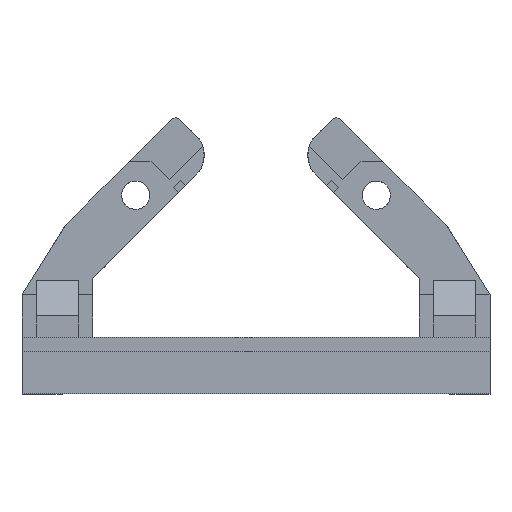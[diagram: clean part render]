
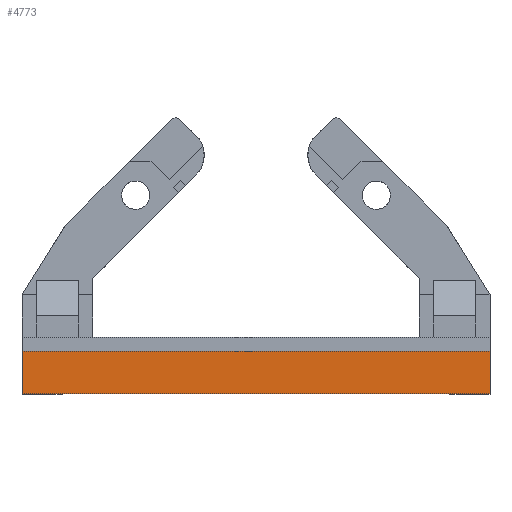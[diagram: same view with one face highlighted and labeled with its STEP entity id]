
A CAD part, top view. The second image highlights one B-rep face of the part: STEP entity #4773.
In plain terms, the highlighted planar face has unit normal (0, 0, 1).
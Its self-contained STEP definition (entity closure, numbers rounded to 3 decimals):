
#904 = PLANE('',#905);
#905 = AXIS2_PLACEMENT_3D('',#906,#907,#908);
#906 = CARTESIAN_POINT('',(-33.,-45.,0.));
#907 = DIRECTION('',(0.,1.,0.));
#908 = DIRECTION('',(1.,0.,0.));
#2444 = VERTEX_POINT('',#2445);
#2445 = CARTESIAN_POINT('',(-33.,-45.,20.));
#2459 = PLANE('',#2460);
#2460 = AXIS2_PLACEMENT_3D('',#2461,#2462,#2463);
#2461 = CARTESIAN_POINT('',(-33.,-39.,0.));
#2462 = DIRECTION('',(-1.,0.,0.));
#2463 = DIRECTION('',(0.,0.,1.));
#2471 = EDGE_CURVE('',#2444,#2472,#2474,.T.);
#2472 = VERTEX_POINT('',#2473);
#2473 = CARTESIAN_POINT('',(33.,-45.,20.));
#2474 = SURFACE_CURVE('',#2475,(#2479,#2486),.PCURVE_S1.);
#2475 = LINE('',#2476,#2477);
#2476 = CARTESIAN_POINT('',(-33.,-45.,20.));
#2477 = VECTOR('',#2478,1.);
#2478 = DIRECTION('',(1.,0.,0.));
#2479 = PCURVE('',#904,#2480);
#2480 = DEFINITIONAL_REPRESENTATION('',(#2481),#2485);
#2481 = LINE('',#2482,#2483);
#2482 = CARTESIAN_POINT('',(0.,-20.));
#2483 = VECTOR('',#2484,1.);
#2484 = DIRECTION('',(1.,0.));
#2485 = ( GEOMETRIC_REPRESENTATION_CONTEXT(2) 
PARAMETRIC_REPRESENTATION_CONTEXT() REPRESENTATION_CONTEXT('2D SPACE',''
  ) );
#2486 = PCURVE('',#2487,#2492);
#2487 = PLANE('',#2488);
#2488 = AXIS2_PLACEMENT_3D('',#2489,#2490,#2491);
#2489 = CARTESIAN_POINT('',(-33.,-39.,20.));
#2490 = DIRECTION('',(0.,0.,1.));
#2491 = DIRECTION('',(1.,0.,0.));
#2492 = DEFINITIONAL_REPRESENTATION('',(#2493),#2497);
#2493 = LINE('',#2494,#2495);
#2494 = CARTESIAN_POINT('',(0.,-6.));
#2495 = VECTOR('',#2496,1.);
#2496 = DIRECTION('',(1.,0.));
#2497 = ( GEOMETRIC_REPRESENTATION_CONTEXT(2) 
PARAMETRIC_REPRESENTATION_CONTEXT() REPRESENTATION_CONTEXT('2D SPACE',''
  ) );
#2515 = PLANE('',#2516);
#2516 = AXIS2_PLACEMENT_3D('',#2517,#2518,#2519);
#2517 = CARTESIAN_POINT('',(33.,-39.,4.));
#2518 = DIRECTION('',(-1.,0.,0.));
#2519 = DIRECTION('',(0.,0.,1.));
#4675 = EDGE_CURVE('',#4676,#2444,#4678,.T.);
#4676 = VERTEX_POINT('',#4677);
#4677 = CARTESIAN_POINT('',(-33.,-39.,20.));
#4678 = SURFACE_CURVE('',#4679,(#4683,#4690),.PCURVE_S1.);
#4679 = LINE('',#4680,#4681);
#4680 = CARTESIAN_POINT('',(-33.,-39.,20.));
#4681 = VECTOR('',#4682,1.);
#4682 = DIRECTION('',(0.,-1.,0.));
#4683 = PCURVE('',#2459,#4684);
#4684 = DEFINITIONAL_REPRESENTATION('',(#4685),#4689);
#4685 = LINE('',#4686,#4687);
#4686 = CARTESIAN_POINT('',(20.,0.));
#4687 = VECTOR('',#4688,1.);
#4688 = DIRECTION('',(0.,-1.));
#4689 = ( GEOMETRIC_REPRESENTATION_CONTEXT(2) 
PARAMETRIC_REPRESENTATION_CONTEXT() REPRESENTATION_CONTEXT('2D SPACE',''
  ) );
#4690 = PCURVE('',#2487,#4691);
#4691 = DEFINITIONAL_REPRESENTATION('',(#4692),#4696);
#4692 = LINE('',#4693,#4694);
#4693 = CARTESIAN_POINT('',(0.,0.));
#4694 = VECTOR('',#4695,1.);
#4695 = DIRECTION('',(0.,-1.));
#4696 = ( GEOMETRIC_REPRESENTATION_CONTEXT(2) 
PARAMETRIC_REPRESENTATION_CONTEXT() REPRESENTATION_CONTEXT('2D SPACE',''
  ) );
#4773 = ADVANCED_FACE('',(#4774),#2487,.T.);
#4774 = FACE_BOUND('',#4775,.T.);
#4775 = EDGE_LOOP('',(#4776,#4777,#4778,#4801));
#4776 = ORIENTED_EDGE('',*,*,#4675,.T.);
#4777 = ORIENTED_EDGE('',*,*,#2471,.T.);
#4778 = ORIENTED_EDGE('',*,*,#4779,.F.);
#4779 = EDGE_CURVE('',#4780,#2472,#4782,.T.);
#4780 = VERTEX_POINT('',#4781);
#4781 = CARTESIAN_POINT('',(33.,-39.,20.));
#4782 = SURFACE_CURVE('',#4783,(#4787,#4794),.PCURVE_S1.);
#4783 = LINE('',#4784,#4785);
#4784 = CARTESIAN_POINT('',(33.,-39.,20.));
#4785 = VECTOR('',#4786,1.);
#4786 = DIRECTION('',(0.,-1.,0.));
#4787 = PCURVE('',#2487,#4788);
#4788 = DEFINITIONAL_REPRESENTATION('',(#4789),#4793);
#4789 = LINE('',#4790,#4791);
#4790 = CARTESIAN_POINT('',(66.,0.));
#4791 = VECTOR('',#4792,1.);
#4792 = DIRECTION('',(0.,-1.));
#4793 = ( GEOMETRIC_REPRESENTATION_CONTEXT(2) 
PARAMETRIC_REPRESENTATION_CONTEXT() REPRESENTATION_CONTEXT('2D SPACE',''
  ) );
#4794 = PCURVE('',#2515,#4795);
#4795 = DEFINITIONAL_REPRESENTATION('',(#4796),#4800);
#4796 = LINE('',#4797,#4798);
#4797 = CARTESIAN_POINT('',(16.,0.));
#4798 = VECTOR('',#4799,1.);
#4799 = DIRECTION('',(0.,-1.));
#4800 = ( GEOMETRIC_REPRESENTATION_CONTEXT(2) 
PARAMETRIC_REPRESENTATION_CONTEXT() REPRESENTATION_CONTEXT('2D SPACE',''
  ) );
#4801 = ORIENTED_EDGE('',*,*,#4802,.F.);
#4802 = EDGE_CURVE('',#4676,#4780,#4803,.T.);
#4803 = SURFACE_CURVE('',#4804,(#4808,#4815),.PCURVE_S1.);
#4804 = LINE('',#4805,#4806);
#4805 = CARTESIAN_POINT('',(-33.,-39.,20.));
#4806 = VECTOR('',#4807,1.);
#4807 = DIRECTION('',(1.,0.,0.));
#4808 = PCURVE('',#2487,#4809);
#4809 = DEFINITIONAL_REPRESENTATION('',(#4810),#4814);
#4810 = LINE('',#4811,#4812);
#4811 = CARTESIAN_POINT('',(0.,0.));
#4812 = VECTOR('',#4813,1.);
#4813 = DIRECTION('',(1.,0.));
#4814 = ( GEOMETRIC_REPRESENTATION_CONTEXT(2) 
PARAMETRIC_REPRESENTATION_CONTEXT() REPRESENTATION_CONTEXT('2D SPACE',''
  ) );
#4815 = PCURVE('',#4816,#4821);
#4816 = PLANE('',#4817);
#4817 = AXIS2_PLACEMENT_3D('',#4818,#4819,#4820);
#4818 = CARTESIAN_POINT('',(0.,-26.677,20.));
#4819 = DIRECTION('',(0.,0.,1.));
#4820 = DIRECTION('',(1.,0.,0.));
#4821 = DEFINITIONAL_REPRESENTATION('',(#4822),#4826);
#4822 = LINE('',#4823,#4824);
#4823 = CARTESIAN_POINT('',(-33.,-12.323));
#4824 = VECTOR('',#4825,1.);
#4825 = DIRECTION('',(1.,0.));
#4826 = ( GEOMETRIC_REPRESENTATION_CONTEXT(2) 
PARAMETRIC_REPRESENTATION_CONTEXT() REPRESENTATION_CONTEXT('2D SPACE',''
  ) );
